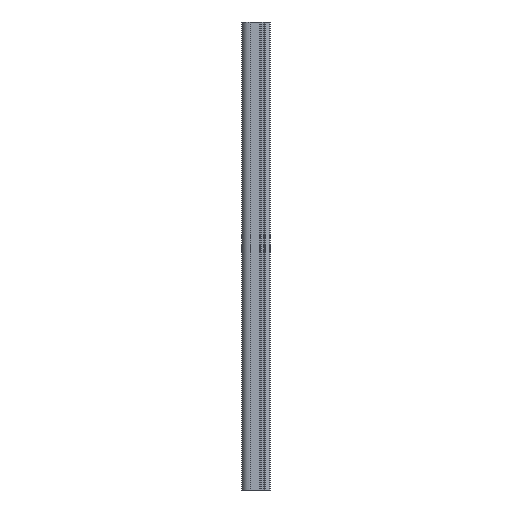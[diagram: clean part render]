
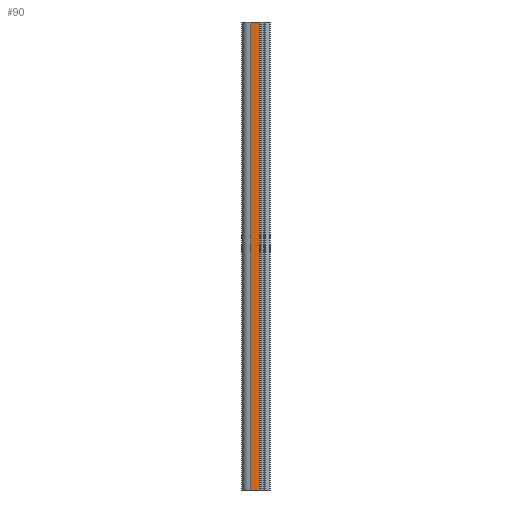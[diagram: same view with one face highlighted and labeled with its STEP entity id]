
A CAD part, left-side view. The second image highlights one B-rep face of the part: STEP entity #90.
In plain terms, the highlighted planar face has unit normal (-1, 0, 0).
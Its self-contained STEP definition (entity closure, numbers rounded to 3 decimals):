
#5 = VECTOR ( 'NONE', #360, 1000. ) ;
#23 = VERTEX_POINT ( 'NONE', #677 ) ;
#28 = DIRECTION ( 'NONE',  ( 0., -1., 0. ) ) ;
#42 = CARTESIAN_POINT ( 'NONE',  ( -9., 11., 500. ) ) ;
#44 = LINE ( 'NONE', #865, #900 ) ;
#72 = CARTESIAN_POINT ( 'NONE',  ( -9., 11., 0. ) ) ;
#90 = ADVANCED_FACE ( 'NONE', ( #547 ), #871, .T. ) ;
#110 = CARTESIAN_POINT ( 'NONE',  ( -9., 4.946, 500. ) ) ;
#117 = VECTOR ( 'NONE', #937, 1000. ) ;
#142 = EDGE_CURVE ( 'NONE', #906, #23, #520, .T. ) ;
#172 = CARTESIAN_POINT ( 'NONE',  ( -9., 0.524, 500. ) ) ;
#186 = ORIENTED_EDGE ( 'NONE', *, *, #828, .T. ) ;
#211 = ORIENTED_EDGE ( 'NONE', *, *, #609, .F. ) ;
#223 = ORIENTED_EDGE ( 'NONE', *, *, #142, .T. ) ;
#350 = EDGE_LOOP ( 'NONE', ( #223, #186, #211, #382 ) ) ;
#360 = DIRECTION ( 'NONE',  ( 0., -1., 0. ) ) ;
#382 = ORIENTED_EDGE ( 'NONE', *, *, #446, .T. ) ;
#446 = EDGE_CURVE ( 'NONE', #866, #906, #611, .T. ) ;
#459 = AXIS2_PLACEMENT_3D ( 'NONE', #522, #528, #28 ) ;
#520 = LINE ( 'NONE', #699, #5 ) ;
#522 = CARTESIAN_POINT ( 'NONE',  ( -9., 5.762, 0. ) ) ;
#528 = DIRECTION ( 'NONE',  ( -1., 0., 0. ) ) ;
#547 = FACE_OUTER_BOUND ( 'NONE', #350, .T. ) ;
#557 = DIRECTION ( 'NONE',  ( 0., 0., -1. ) ) ;
#582 = VECTOR ( 'NONE', #557, 1000. ) ;
#586 = VERTEX_POINT ( 'NONE', #172 ) ;
#609 = EDGE_CURVE ( 'NONE', #866, #586, #743, .T. ) ;
#611 = LINE ( 'NONE', #72, #582 ) ;
#631 = CARTESIAN_POINT ( 'NONE',  ( -9., 11., 0. ) ) ;
#677 = CARTESIAN_POINT ( 'NONE',  ( -9., 0.524, 0. ) ) ;
#699 = CARTESIAN_POINT ( 'NONE',  ( -9., 4.946, 0. ) ) ;
#743 = LINE ( 'NONE', #110, #117 ) ;
#828 = EDGE_CURVE ( 'NONE', #23, #586, #44, .T. ) ;
#865 = CARTESIAN_POINT ( 'NONE',  ( -9., 0.524, 0. ) ) ;
#866 = VERTEX_POINT ( 'NONE', #42 ) ;
#871 = PLANE ( 'NONE',  #459 ) ;
#876 = DIRECTION ( 'NONE',  ( 0., 0., 1. ) ) ;
#900 = VECTOR ( 'NONE', #876, 1000. ) ;
#906 = VERTEX_POINT ( 'NONE', #631 ) ;
#937 = DIRECTION ( 'NONE',  ( 0., -1., 0. ) ) ;
